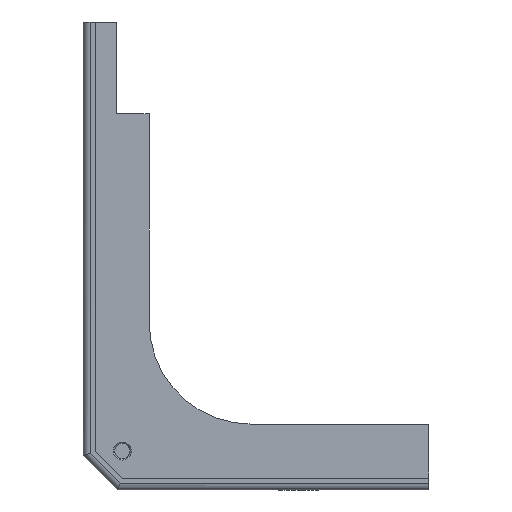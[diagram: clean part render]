
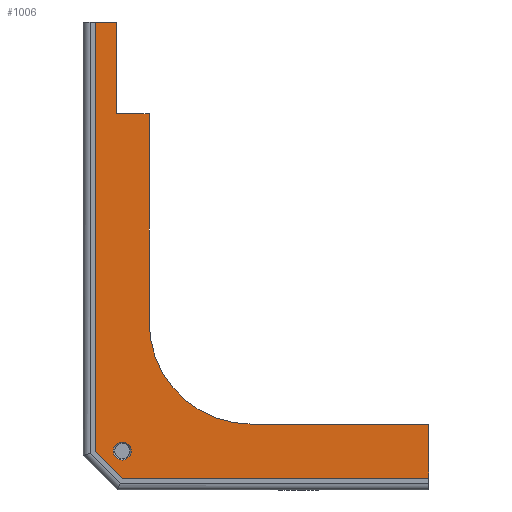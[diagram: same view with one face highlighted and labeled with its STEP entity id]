
A CAD part, left-side view. The second image highlights one B-rep face of the part: STEP entity #1006.
In plain terms, the highlighted planar face has unit normal (-1, 0, 0).
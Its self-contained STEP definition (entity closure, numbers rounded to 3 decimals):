
#22=FACE_BOUND('',#155,.T.);
#45=PLANE('',#1082);
#95=FACE_OUTER_BOUND('',#154,.T.);
#154=EDGE_LOOP('',(#846,#847,#848,#849,#850,#851,#852,#853,#854,#855));
#155=EDGE_LOOP('',(#856));
#190=CIRCLE('',#1055,30.);
#199=CIRCLE('',#1083,2.65);
#224=LINE('',#1445,#338);
#244=LINE('',#1493,#358);
#251=LINE('',#1511,#365);
#256=LINE('',#1533,#370);
#288=LINE('',#1601,#402);
#292=LINE('',#1607,#406);
#293=LINE('',#1610,#407);
#294=LINE('',#1612,#408);
#295=LINE('',#1613,#409);
#338=VECTOR('',#1153,10.);
#358=VECTOR('',#1195,10.);
#365=VECTOR('',#1210,10.);
#370=VECTOR('',#1233,10.);
#402=VECTOR('',#1295,10.);
#406=VECTOR('',#1301,10.);
#407=VECTOR('',#1304,10.);
#408=VECTOR('',#1305,10.);
#409=VECTOR('',#1306,10.);
#453=VERTEX_POINT('',#1442);
#454=VERTEX_POINT('',#1444);
#470=VERTEX_POINT('',#1490);
#471=VERTEX_POINT('',#1492);
#475=VERTEX_POINT('',#1501);
#476=VERTEX_POINT('',#1503);
#478=VERTEX_POINT('',#1509);
#507=VERTEX_POINT('',#1600);
#509=VERTEX_POINT('',#1609);
#510=VERTEX_POINT('',#1611);
#511=VERTEX_POINT('',#1614);
#550=EDGE_CURVE('',#454,#453,#224,.T.);
#574=EDGE_CURVE('',#471,#470,#244,.T.);
#579=EDGE_CURVE('',#475,#476,#190,.T.);
#583=EDGE_CURVE('',#475,#478,#251,.T.);
#594=EDGE_CURVE('',#470,#476,#256,.T.);
#628=EDGE_CURVE('',#507,#454,#288,.T.);
#632=EDGE_CURVE('',#478,#507,#292,.T.);
#633=EDGE_CURVE('',#453,#509,#293,.T.);
#634=EDGE_CURVE('',#509,#510,#294,.T.);
#635=EDGE_CURVE('',#510,#471,#295,.T.);
#636=EDGE_CURVE('',#511,#511,#199,.T.);
#846=ORIENTED_EDGE('',*,*,#632,.T.);
#847=ORIENTED_EDGE('',*,*,#628,.T.);
#848=ORIENTED_EDGE('',*,*,#550,.T.);
#849=ORIENTED_EDGE('',*,*,#633,.T.);
#850=ORIENTED_EDGE('',*,*,#634,.T.);
#851=ORIENTED_EDGE('',*,*,#635,.T.);
#852=ORIENTED_EDGE('',*,*,#574,.T.);
#853=ORIENTED_EDGE('',*,*,#594,.T.);
#854=ORIENTED_EDGE('',*,*,#579,.F.);
#855=ORIENTED_EDGE('',*,*,#583,.T.);
#856=ORIENTED_EDGE('',*,*,#636,.F.);
#1006=ADVANCED_FACE('',(#95,#22),#45,.T.);
#1055=AXIS2_PLACEMENT_3D('',#1504,#1203,#1204);
#1082=AXIS2_PLACEMENT_3D('',#1608,#1302,#1303);
#1083=AXIS2_PLACEMENT_3D('',#1615,#1307,#1308);
#1153=DIRECTION('',(0.,1.,0.));
#1195=DIRECTION('',(0.,0.,1.));
#1203=DIRECTION('center_axis',(-1.,0.,0.));
#1204=DIRECTION('ref_axis',(0.,0.707,-0.707));
#1210=DIRECTION('',(0.,0.,1.));
#1233=DIRECTION('',(0.,1.,0.));
#1295=DIRECTION('',(0.,0.,1.));
#1301=DIRECTION('',(0.,1.,0.));
#1302=DIRECTION('center_axis',(-1.,0.,0.));
#1303=DIRECTION('ref_axis',(0.,0.,1.));
#1304=DIRECTION('',(0.,0.,-1.));
#1305=DIRECTION('',(0.,-0.707,-0.707));
#1306=DIRECTION('',(0.,-1.,0.));
#1307=DIRECTION('center_axis',(-1.,0.,0.));
#1308=DIRECTION('ref_axis',(0.,0.,-1.));
#1442=CARTESIAN_POINT('',(394.857,1194.688,137.64));
#1444=CARTESIAN_POINT('',(394.856,1188.489,137.64));
#1445=CARTESIAN_POINT('',(394.855,1137.709,137.64));
#1490=CARTESIAN_POINT('',(394.853,1096.592,19.363));
#1492=CARTESIAN_POINT('',(394.853,1096.592,3.5));
#1493=CARTESIAN_POINT('',(394.853,1096.592,98.581));
#1501=CARTESIAN_POINT('',(394.856,1178.826,49.363));
#1503=CARTESIAN_POINT('',(394.855,1148.826,19.363));
#1504=CARTESIAN_POINT('Origin',(394.855,1148.826,49.363));
#1509=CARTESIAN_POINT('',(394.856,1178.826,110.64));
#1511=CARTESIAN_POINT('',(394.856,1178.826,19.363));
#1533=CARTESIAN_POINT('',(394.851,1014.358,19.363));
#1600=CARTESIAN_POINT('',(394.856,1188.489,110.64));
#1601=CARTESIAN_POINT('',(394.856,1188.489,128.151));
#1607=CARTESIAN_POINT('',(394.855,1137.709,110.64));
#1608=CARTESIAN_POINT('Origin',(394.853,1096.592,177.8));
#1609=CARTESIAN_POINT('',(394.857,1194.688,11.45));
#1610=CARTESIAN_POINT('',(394.857,1194.688,94.625));
#1611=CARTESIAN_POINT('',(394.856,1186.739,3.5));
#1612=CARTESIAN_POINT('',(394.857,1207.777,24.538));
#1613=CARTESIAN_POINT('',(394.852,1051.519,3.5));
#1614=CARTESIAN_POINT('',(394.856,1186.738,14.1));
#1615=CARTESIAN_POINT('Origin',(394.856,1186.738,11.45));
